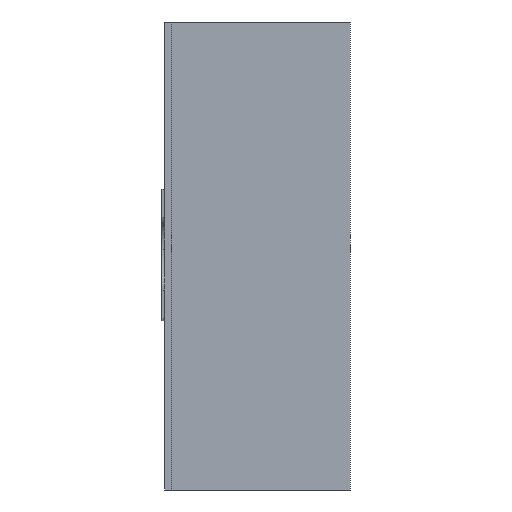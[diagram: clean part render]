
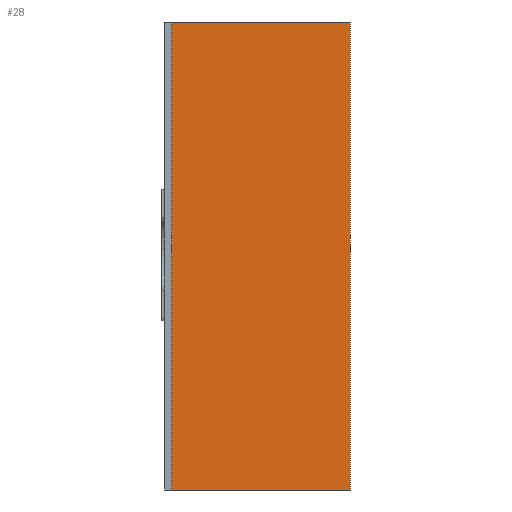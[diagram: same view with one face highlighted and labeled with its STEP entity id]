
A CAD part, left-side view. The second image highlights one B-rep face of the part: STEP entity #28.
In plain terms, the highlighted planar face has unit normal (-1, 0, 0).
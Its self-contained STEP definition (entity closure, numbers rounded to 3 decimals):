
#28 = ADVANCED_FACE ( 'NONE', ( #615 ), #200, .T. ) ;
#149 = AXIS2_PLACEMENT_3D ( 'NONE', #249, #330, #332 ) ;
#200 = PLANE ( 'NONE',  #149 ) ;
#249 = CARTESIAN_POINT ( 'NONE',  ( 0., 0., -1.6 ) ) ;
#330 = DIRECTION ( 'NONE',  ( -1., 0., 0. ) ) ;
#332 = DIRECTION ( 'NONE',  ( 0., 0., 1. ) ) ;
#615 = FACE_OUTER_BOUND ( 'NONE', #1847, .T. ) ;
#780 = LINE ( 'NONE', #1282, #959 ) ;
#812 = VECTOR ( 'NONE', #2422, 1000. ) ;
#834 = VECTOR ( 'NONE', #2199, 1000. ) ;
#835 = LINE ( 'NONE', #2230, #877 ) ;
#839 = LINE ( 'NONE', #2195, #834 ) ;
#877 = VECTOR ( 'NONE', #2228, 1000. ) ;
#904 = LINE ( 'NONE', #2397, #812 ) ;
#959 = VECTOR ( 'NONE', #1283, 1000. ) ;
#1002 = ORIENTED_EDGE ( 'NONE', *, *, #1692, .F. ) ;
#1013 = ORIENTED_EDGE ( 'NONE', *, *, #1746, .F. ) ;
#1148 = ORIENTED_EDGE ( 'NONE', *, *, #1657, .T. ) ;
#1166 = ORIENTED_EDGE ( 'NONE', *, *, #1648, .T. ) ;
#1282 = CARTESIAN_POINT ( 'NONE',  ( 0., 0., 0. ) ) ;
#1283 = DIRECTION ( 'NONE',  ( 0., -1., 0. ) ) ;
#1431 = CARTESIAN_POINT ( 'NONE',  ( 0., 0., -1.6 ) ) ;
#1459 = CARTESIAN_POINT ( 'NONE',  ( 0., 0.61, -1.6 ) ) ;
#1492 = CARTESIAN_POINT ( 'NONE',  ( 0., 0.61, 0. ) ) ;
#1497 = CARTESIAN_POINT ( 'NONE',  ( 0., 0., 0. ) ) ;
#1648 = EDGE_CURVE ( 'NONE', #1874, #2004, #839, .T. ) ;
#1657 = EDGE_CURVE ( 'NONE', #1902, #1874, #835, .T. ) ;
#1692 = EDGE_CURVE ( 'NONE', #1902, #1998, #904, .T. ) ;
#1746 = EDGE_CURVE ( 'NONE', #1998, #2004, #780, .T. ) ;
#1847 = EDGE_LOOP ( 'NONE', ( #1013, #1002, #1148, #1166 ) ) ;
#1874 = VERTEX_POINT ( 'NONE', #1431 ) ;
#1902 = VERTEX_POINT ( 'NONE', #1459 ) ;
#1998 = VERTEX_POINT ( 'NONE', #1492 ) ;
#2004 = VERTEX_POINT ( 'NONE', #1497 ) ;
#2195 = CARTESIAN_POINT ( 'NONE',  ( 0., 0., -1.6 ) ) ;
#2199 = DIRECTION ( 'NONE',  ( 0., 0., 1. ) ) ;
#2228 = DIRECTION ( 'NONE',  ( 0., -1., 0. ) ) ;
#2230 = CARTESIAN_POINT ( 'NONE',  ( 0., 0., -1.6 ) ) ;
#2397 = CARTESIAN_POINT ( 'NONE',  ( 0., 0.61, -1.6 ) ) ;
#2422 = DIRECTION ( 'NONE',  ( 0., 0., 1. ) ) ;
